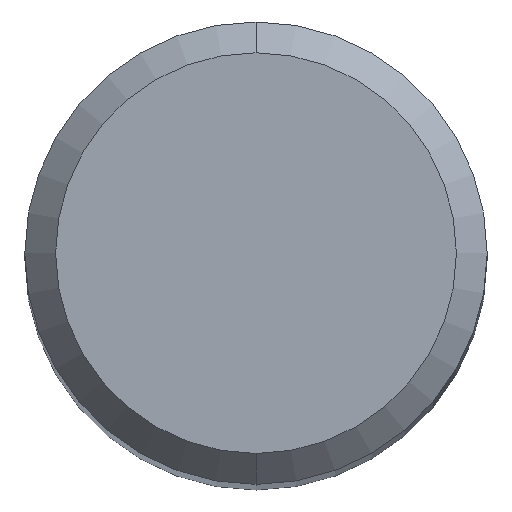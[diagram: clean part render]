
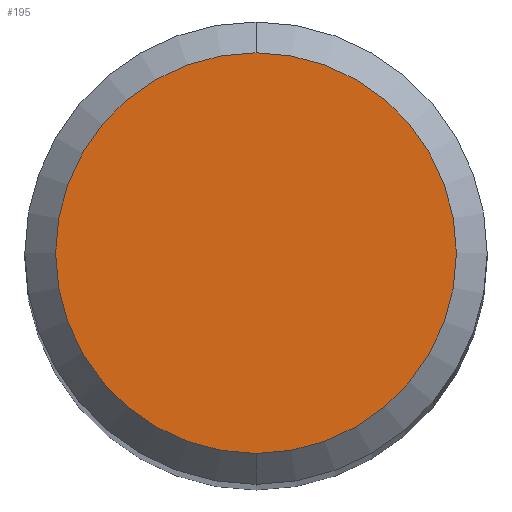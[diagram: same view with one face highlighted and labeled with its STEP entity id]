
A CAD part, top view. The second image highlights one B-rep face of the part: STEP entity #195.
In plain terms, the highlighted planar face has unit normal (0, 0, 1).
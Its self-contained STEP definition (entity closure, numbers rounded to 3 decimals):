
#195=ADVANCED_FACE('',(#505),#506,.T.);
#207=EDGE_CURVE('',#273,#267,#519,.T.);
#267=VERTEX_POINT('',#587);
#273=VERTEX_POINT('',#593);
#429=EDGE_CURVE('',#267,#273,#763,.T.);
#505=FACE_OUTER_BOUND('',#836,.T.);
#506=PLANE('',#837);
#519=CIRCLE('',#880,2.6);
#587=CARTESIAN_POINT('',(0.,-2.6,0.0));
#593=CARTESIAN_POINT('',(0.0,2.6,0.0));
#763=CIRCLE('',#1392,2.6);
#836=EDGE_LOOP('',(#1471,#1472));
#837=AXIS2_PLACEMENT_3D('',#1473,#1474,#1475);
#880=AXIS2_PLACEMENT_3D('',#1485,#1486,#1487);
#1392=AXIS2_PLACEMENT_3D('',#1766,#1767,#1768);
#1471=ORIENTED_EDGE('',*,*,#207,.F.);
#1472=ORIENTED_EDGE('',*,*,#429,.F.);
#1473=CARTESIAN_POINT('',(0.0,1.3,0.0));
#1474=DIRECTION('',(-0.0,0.0,1.0));
#1475=DIRECTION('',(0.0,-1.0,0.0));
#1485=CARTESIAN_POINT('',(0.0,0.0,0.0));
#1486=DIRECTION('',(0.0,0.0,-1.0));
#1487=DIRECTION('',(0.0,1.0,0.0));
#1766=CARTESIAN_POINT('',(0.0,0.0,0.0));
#1767=DIRECTION('',(0.0,0.0,-1.0));
#1768=DIRECTION('',(0.0,1.0,0.0));
